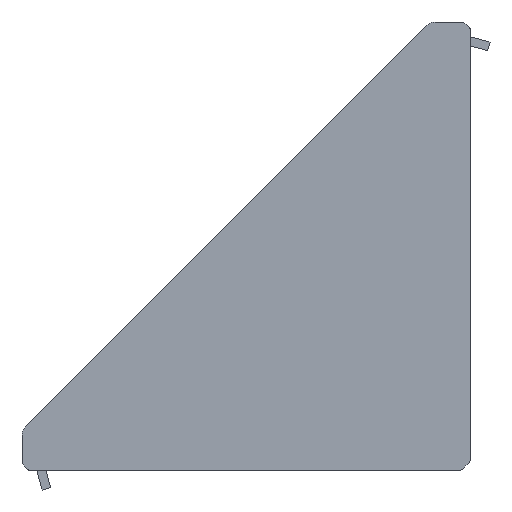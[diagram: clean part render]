
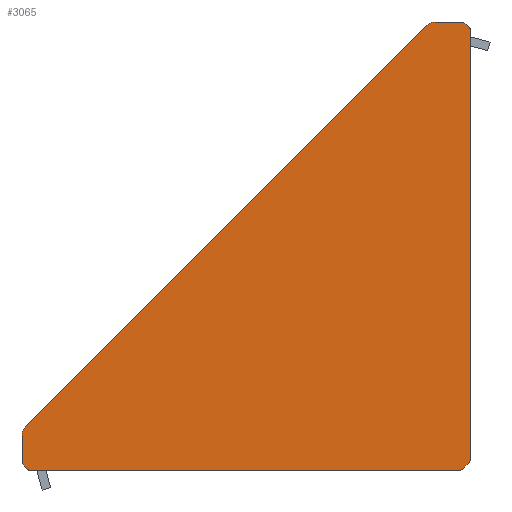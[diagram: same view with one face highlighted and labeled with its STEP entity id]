
A CAD part, left-side view. The second image highlights one B-rep face of the part: STEP entity #3065.
In plain terms, the highlighted face is planar.
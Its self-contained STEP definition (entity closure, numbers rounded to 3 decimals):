
#82=CIRCLE('',#3289,0.5);
#84=CIRCLE('',#3293,0.5);
#86=CIRCLE('',#3297,0.5);
#88=CIRCLE('',#3302,2.);
#90=CIRCLE('',#3305,2.);
#92=CIRCLE('',#3310,0.5);
#189=FACE_OUTER_BOUND('',#380,.T.);
#380=EDGE_LOOP('',(#2255,#2256,#2257,#2258,#2259,#2260,#2261,#2262,#2263,
#2264,#2265,#2266,#2267,#2268));
#547=LINE('',#4415,#918);
#595=LINE('',#4524,#966);
#640=LINE('',#4617,#1011);
#644=LINE('',#4629,#1015);
#688=LINE('',#4721,#1059);
#691=LINE('',#4727,#1062);
#695=LINE('',#4742,#1066);
#698=LINE('',#4748,#1069);
#918=VECTOR('',#3553,1000.);
#966=VECTOR('',#3629,1000.);
#1011=VECTOR('',#3682,1000.);
#1015=VECTOR('',#3694,1000.);
#1059=VECTOR('',#3746,1000.);
#1062=VECTOR('',#3751,1000.);
#1066=VECTOR('',#3769,1000.);
#1069=VECTOR('',#3774,1000.);
#1297=VERTEX_POINT('',#4412);
#1298=VERTEX_POINT('',#4414);
#1344=VERTEX_POINT('',#4521);
#1345=VERTEX_POINT('',#4523);
#1387=VERTEX_POINT('',#4609);
#1389=VERTEX_POINT('',#4615);
#1391=VERTEX_POINT('',#4621);
#1393=VERTEX_POINT('',#4627);
#1435=VERTEX_POINT('',#4713);
#1437=VERTEX_POINT('',#4719);
#1439=VERTEX_POINT('',#4725);
#1441=VERTEX_POINT('',#4734);
#1443=VERTEX_POINT('',#4740);
#1445=VERTEX_POINT('',#4746);
#1599=EDGE_CURVE('',#1298,#1297,#547,.T.);
#1657=EDGE_CURVE('',#1345,#1344,#595,.T.);
#1701=EDGE_CURVE('',#1344,#1387,#82,.T.);
#1704=EDGE_CURVE('',#1387,#1389,#640,.T.);
#1707=EDGE_CURVE('',#1389,#1391,#84,.T.);
#1710=EDGE_CURVE('',#1391,#1393,#644,.T.);
#1753=EDGE_CURVE('',#1393,#1435,#86,.T.);
#1756=EDGE_CURVE('',#1435,#1437,#688,.T.);
#1759=EDGE_CURVE('',#1437,#1439,#691,.T.);
#1761=EDGE_CURVE('',#1439,#1298,#88,.T.);
#1764=EDGE_CURVE('',#1297,#1441,#90,.T.);
#1767=EDGE_CURVE('',#1441,#1443,#695,.T.);
#1770=EDGE_CURVE('',#1443,#1445,#698,.T.);
#1772=EDGE_CURVE('',#1445,#1345,#92,.T.);
#2255=ORIENTED_EDGE('',*,*,#1657,.T.);
#2256=ORIENTED_EDGE('',*,*,#1701,.T.);
#2257=ORIENTED_EDGE('',*,*,#1704,.T.);
#2258=ORIENTED_EDGE('',*,*,#1707,.T.);
#2259=ORIENTED_EDGE('',*,*,#1710,.T.);
#2260=ORIENTED_EDGE('',*,*,#1753,.T.);
#2261=ORIENTED_EDGE('',*,*,#1756,.T.);
#2262=ORIENTED_EDGE('',*,*,#1759,.T.);
#2263=ORIENTED_EDGE('',*,*,#1761,.T.);
#2264=ORIENTED_EDGE('',*,*,#1599,.T.);
#2265=ORIENTED_EDGE('',*,*,#1764,.T.);
#2266=ORIENTED_EDGE('',*,*,#1767,.T.);
#2267=ORIENTED_EDGE('',*,*,#1770,.T.);
#2268=ORIENTED_EDGE('',*,*,#1772,.T.);
#2925=PLANE('',#3311);
#3065=ADVANCED_FACE('',(#189),#2925,.T.);
#3289=AXIS2_PLACEMENT_3D('',#4611,#3676,#3677);
#3293=AXIS2_PLACEMENT_3D('',#4623,#3688,#3689);
#3297=AXIS2_PLACEMENT_3D('',#4715,#3740,#3741);
#3302=AXIS2_PLACEMENT_3D('',#4730,#3756,#3757);
#3305=AXIS2_PLACEMENT_3D('',#4736,#3763,#3764);
#3310=AXIS2_PLACEMENT_3D('',#4751,#3779,#3780);
#3311=AXIS2_PLACEMENT_3D('',#4752,#3781,#3782);
#3553=DIRECTION('',(-0.707,0.707,0.));
#3629=DIRECTION('',(0.,-1.,0.));
#3676=DIRECTION('center_axis',(0.,0.,1.));
#3677=DIRECTION('ref_axis',(1.,0.,0.));
#3682=DIRECTION('',(0.707,-0.707,0.));
#3688=DIRECTION('center_axis',(0.,0.,1.));
#3689=DIRECTION('ref_axis',(1.,0.,0.));
#3694=DIRECTION('',(1.,0.,0.));
#3740=DIRECTION('center_axis',(0.,0.,1.));
#3741=DIRECTION('ref_axis',(1.,0.,0.));
#3746=DIRECTION('',(0.707,0.707,0.));
#3751=DIRECTION('',(0.,1.,0.));
#3756=DIRECTION('center_axis',(0.,0.,1.));
#3757=DIRECTION('ref_axis',(1.,0.,0.));
#3763=DIRECTION('center_axis',(0.,0.,1.));
#3764=DIRECTION('ref_axis',(1.,0.,0.));
#3769=DIRECTION('',(-1.,0.,0.));
#3774=DIRECTION('',(-0.707,-0.707,0.));
#3779=DIRECTION('center_axis',(0.,0.,1.));
#3780=DIRECTION('ref_axis',(1.,0.,0.));
#3781=DIRECTION('center_axis',(0.,0.,1.));
#3782=DIRECTION('ref_axis',(1.,0.,0.));
#4412=CARTESIAN_POINT('',(7.317,75.414,37.));
#4414=CARTESIAN_POINT('',(75.414,7.317,37.));
#4415=CARTESIAN_POINT('',(75.414,7.317,37.));
#4521=CARTESIAN_POINT('',(0.,1.621,37.));
#4523=CARTESIAN_POINT('',(0.,74.746,37.));
#4524=CARTESIAN_POINT('',(0.,74.746,37.));
#4609=CARTESIAN_POINT('',(0.146,1.268,37.));
#4611=CARTESIAN_POINT('Origin',(0.5,1.621,37.));
#4615=CARTESIAN_POINT('',(1.268,0.146,37.));
#4617=CARTESIAN_POINT('',(0.146,1.268,37.));
#4621=CARTESIAN_POINT('',(1.621,0.,37.));
#4623=CARTESIAN_POINT('Origin',(1.621,0.5,37.));
#4627=CARTESIAN_POINT('',(74.746,0.,37.));
#4629=CARTESIAN_POINT('',(1.621,0.,37.));
#4713=CARTESIAN_POINT('',(75.1,0.146,37.));
#4715=CARTESIAN_POINT('Origin',(74.746,0.5,37.));
#4719=CARTESIAN_POINT('',(76.,1.047,37.));
#4721=CARTESIAN_POINT('',(75.1,0.146,37.));
#4725=CARTESIAN_POINT('',(76.,5.903,37.));
#4727=CARTESIAN_POINT('',(76.,1.047,37.));
#4730=CARTESIAN_POINT('Origin',(74.,5.903,37.));
#4734=CARTESIAN_POINT('',(5.903,76.,37.));
#4736=CARTESIAN_POINT('Origin',(5.903,74.,37.));
#4740=CARTESIAN_POINT('',(1.047,76.,37.));
#4742=CARTESIAN_POINT('',(5.903,76.,37.));
#4746=CARTESIAN_POINT('',(0.146,75.1,37.));
#4748=CARTESIAN_POINT('',(1.047,76.,37.));
#4751=CARTESIAN_POINT('Origin',(0.5,74.746,37.));
#4752=CARTESIAN_POINT('Origin',(0.5,1.621,37.));
